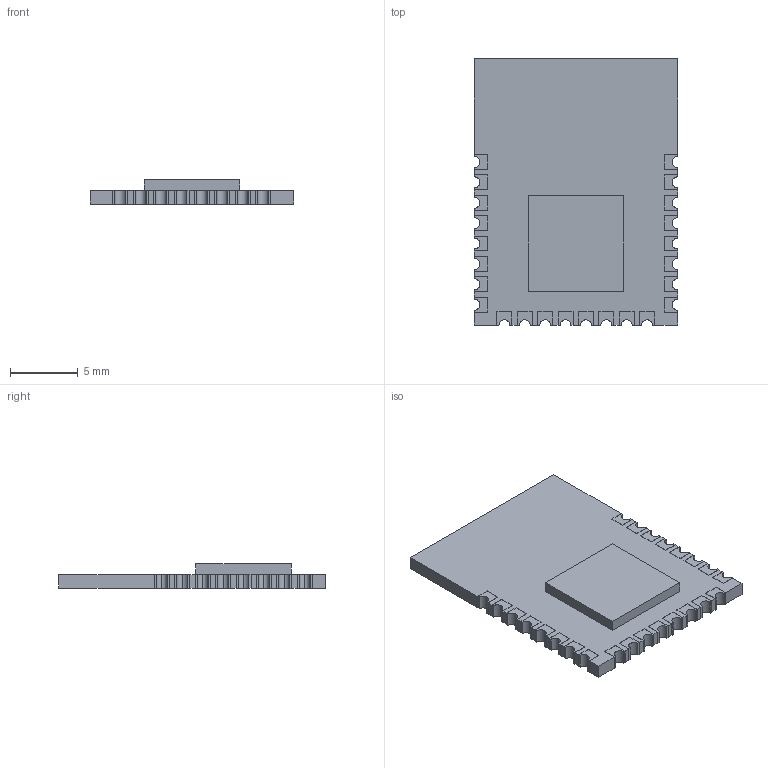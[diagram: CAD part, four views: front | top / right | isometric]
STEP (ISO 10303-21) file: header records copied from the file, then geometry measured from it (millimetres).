
FILE_DESCRIPTION (( 'STEP AP214' ), '1' );
FILE_NAME ('JDY-08.STEP', '2020-09-27T23:25:07', ( '' ), ( '' ), 'SwSTEP 2.0', 'SolidWorks 2020', '' );
FILE_SCHEMA (( 'AUTOMOTIVE_DESIGN' ));
Length unit declared in the file: millimetre
Products named in the file (1): JDY-08
Bounding box: 14.96 x 19.62 x 1.82 mm (x, y, z)
Volume: 327.1 mm3; surface area: 681.3 mm2
Topology: 1 solids, 1 shells, 259 faces, 768 edges, 512 vertices
Faces by surface type: plane 227, cylinder 32
Entity records: 10373 total; most frequent: CARTESIAN_POINT 1540, ORIENTED_EDGE 1536, DIRECTION 1352, EDGE_CURVE 768, LINE 704, VECTOR 704, VERTEX_POINT 512, AXIS2_PLACEMENT_3D 324
